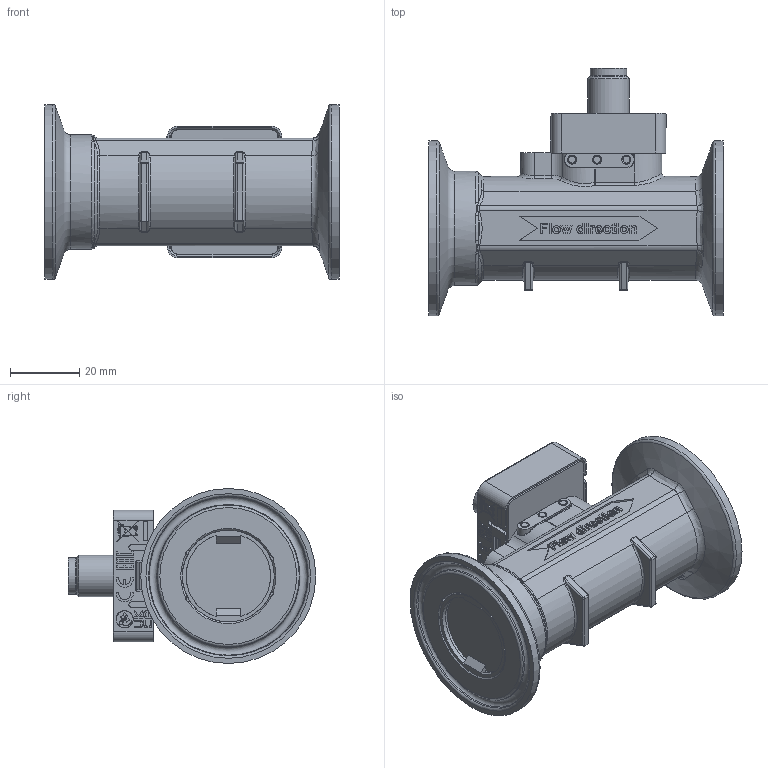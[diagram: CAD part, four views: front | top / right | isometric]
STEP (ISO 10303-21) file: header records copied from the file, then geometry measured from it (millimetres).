
FILE_DESCRIPTION(/* description */ (''),/* implementation_level */ '2;1');
FILE_NAME(/* name */ 'Vortex_flow_sensor_Type_VVX25_Tri-Clamp_VVX-1579.stp',/* time_stamp */ '2025-06-16T11:07:24+02:00',/* author */ ('bleichert'),/* organization */ (''),/* preprocessor_version */ 'ST-DEVELOPER v18.1',/* originating_system */ 'Autodesk Inventor 2020',/* authorisation */ '');
FILE_SCHEMA (('AUTOMOTIVE_DESIGN { 1 0 10303 214 3 1 1 }'));
Products named in the file (1): Vortex_flow_sensor_Type_VVX25_Tri-Clamp_VVX-1579
Bounding box: 85 x 71.45 x 50.5 mm (x, y, z)
Volume: 91869.9 mm3; surface area: 23564.5 mm2
Topology: 1 solids, 1 shells, 1438 faces, 3836 edges, 2499 vertices
Faces by surface type: plane 748, bspline 396, cylinder 164, torus 64, cone 39, sphere 27
Full cylindrical faces by diameter (mm): 0.5 x1, 0.714 x1, 1 x4, 1.2 x5, 2 x6, 2.459 x1, 10.5 x1, 12 x1, 25 x1, 26.5 x1, 33 x1, 50.5 x2
Entity records: 51373 total; most frequent: CARTESIAN_POINT 16229, ORIENTED_EDGE 7648, DIRECTION 5803, EDGE_CURVE 3824, VERTEX_POINT 2499, LINE 2277, VECTOR 2277, AXIS2_PLACEMENT_3D 1763
